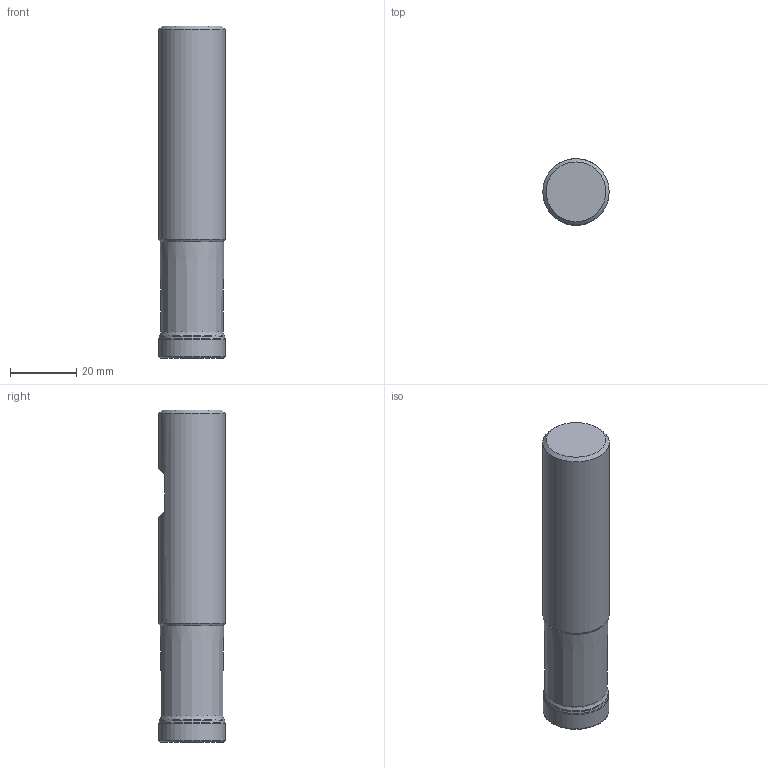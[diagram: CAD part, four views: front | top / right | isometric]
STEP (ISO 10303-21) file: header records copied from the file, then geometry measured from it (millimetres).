
FILE_DESCRIPTION(/* description */ (''),/* implementation_level */ '2;1');
FILE_NAME(/* name */ 'RM3PS3020HR-2S20_Basic.stp',/* time_stamp */ '2020-12-24T10:49:02+09:00',/* author */ (''),/* organization */ (''),/* preprocessor_version */ 'ST-DEVELOPER v16.7',/* originating_system */ 'SIEMENS PLM Software NX 1926',/* authorisation */ '');
FILE_SCHEMA (('AUTOMOTIVE_DESIGN { 1 0 10303 214 3 1 1 1 }'));
Length unit declared in the file: millimetre
Products named in the file (1): Korl47F04B7Ftmdj
Bounding box: 20 x 20 x 100 mm (x, y, z)
Volume: 31485.4 mm3; surface area: 7821.8 mm2
Topology: 2 solids, 2 shells, 31 faces, 77 edges, 69 vertices
Faces by surface type: revolution 18, plane 6, cone 4, cylinder 1, bspline 1, torus 1
Full cylindrical faces by diameter (mm): 20 x1
Entity records: 1560 total; most frequent: CARTESIAN_POINT 856, DIRECTION 114, ORIENTED_EDGE 66, EDGE_LOOP 58, FACE_BOUND 53, AXIS2_PLACEMENT_3D 46, B_SPLINE_CURVE_WITH_KNOTS 36, EDGE_CURVE 33
